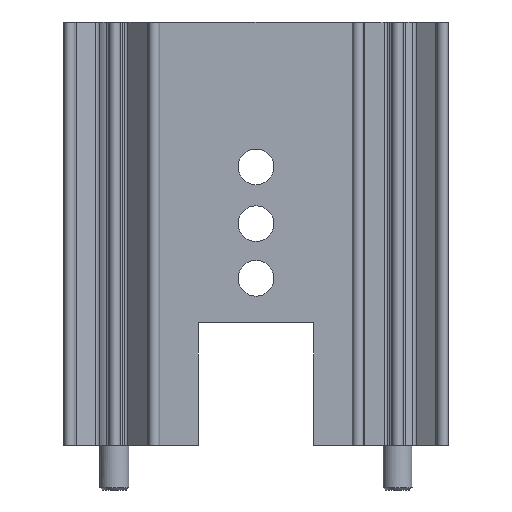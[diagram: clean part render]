
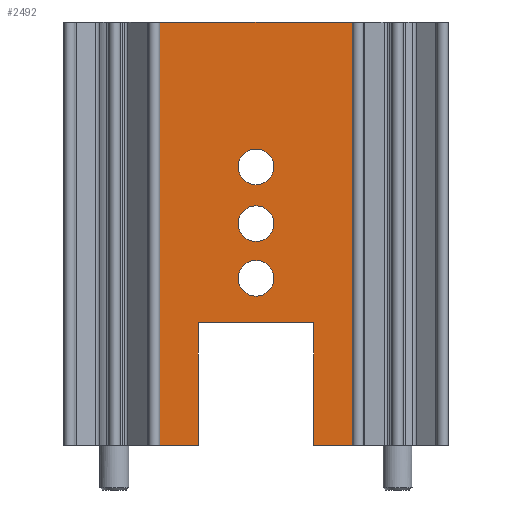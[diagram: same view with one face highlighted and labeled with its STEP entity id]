
A CAD part, front view. The second image highlights one B-rep face of the part: STEP entity #2492.
In plain terms, the highlighted planar face has unit normal (0, -1, 0).
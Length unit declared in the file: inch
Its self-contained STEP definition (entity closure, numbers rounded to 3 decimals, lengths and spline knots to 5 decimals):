
#14=FACE_BOUND('',#232,.T.);
#15=FACE_BOUND('',#233,.T.);
#16=FACE_BOUND('',#234,.T.);
#20=PLANE('',#2661);
#98=FACE_OUTER_BOUND('',#231,.T.);
#231=EDGE_LOOP('',(#1680,#1681,#1682,#1683,#1684,#1685,#1686,#1687));
#232=EDGE_LOOP('',(#1688));
#233=EDGE_LOOP('',(#1689));
#234=EDGE_LOOP('',(#1690));
#376=LINE('',#3806,#611);
#377=LINE('',#3808,#612);
#378=LINE('',#3810,#613);
#379=LINE('',#3812,#614);
#380=LINE('',#3814,#615);
#381=LINE('',#3816,#616);
#382=LINE('',#3818,#617);
#383=LINE('',#3819,#618);
#611=VECTOR('',#2998,39.37008);
#612=VECTOR('',#2999,39.37008);
#613=VECTOR('',#3000,39.37008);
#614=VECTOR('',#3001,39.37008);
#615=VECTOR('',#3002,39.37008);
#616=VECTOR('',#3003,39.37008);
#617=VECTOR('',#3004,39.37008);
#618=VECTOR('',#3005,39.37008);
#847=CIRCLE('',#2653,0.06299);
#849=CIRCLE('',#2656,0.06299);
#851=CIRCLE('',#2659,0.06299);
#1007=VERTEX_POINT('',#3786);
#1009=VERTEX_POINT('',#3792);
#1011=VERTEX_POINT('',#3798);
#1013=VERTEX_POINT('',#3804);
#1014=VERTEX_POINT('',#3805);
#1015=VERTEX_POINT('',#3807);
#1016=VERTEX_POINT('',#3809);
#1017=VERTEX_POINT('',#3811);
#1018=VERTEX_POINT('',#3813);
#1019=VERTEX_POINT('',#3815);
#1020=VERTEX_POINT('',#3817);
#1271=EDGE_CURVE('',#1007,#1007,#847,.T.);
#1274=EDGE_CURVE('',#1009,#1009,#849,.T.);
#1277=EDGE_CURVE('',#1011,#1011,#851,.T.);
#1280=EDGE_CURVE('',#1013,#1014,#376,.T.);
#1281=EDGE_CURVE('',#1013,#1015,#377,.T.);
#1282=EDGE_CURVE('',#1015,#1016,#378,.T.);
#1283=EDGE_CURVE('',#1016,#1017,#379,.T.);
#1284=EDGE_CURVE('',#1018,#1017,#380,.T.);
#1285=EDGE_CURVE('',#1019,#1018,#381,.T.);
#1286=EDGE_CURVE('',#1019,#1020,#382,.T.);
#1287=EDGE_CURVE('',#1020,#1014,#383,.T.);
#1680=ORIENTED_EDGE('',*,*,#1280,.F.);
#1681=ORIENTED_EDGE('',*,*,#1281,.T.);
#1682=ORIENTED_EDGE('',*,*,#1282,.T.);
#1683=ORIENTED_EDGE('',*,*,#1283,.T.);
#1684=ORIENTED_EDGE('',*,*,#1284,.F.);
#1685=ORIENTED_EDGE('',*,*,#1285,.F.);
#1686=ORIENTED_EDGE('',*,*,#1286,.T.);
#1687=ORIENTED_EDGE('',*,*,#1287,.T.);
#1688=ORIENTED_EDGE('',*,*,#1277,.T.);
#1689=ORIENTED_EDGE('',*,*,#1274,.T.);
#1690=ORIENTED_EDGE('',*,*,#1271,.T.);
#2492=ADVANCED_FACE('',(#98,#14,#15,#16),#20,.T.);
#2653=AXIS2_PLACEMENT_3D('',#3787,#2977,#2978);
#2656=AXIS2_PLACEMENT_3D('',#3793,#2984,#2985);
#2659=AXIS2_PLACEMENT_3D('',#3799,#2991,#2992);
#2661=AXIS2_PLACEMENT_3D('',#3803,#2996,#2997);
#2977=DIRECTION('center_axis',(0.,1.,0.));
#2978=DIRECTION('ref_axis',(0.,0.,-1.));
#2984=DIRECTION('center_axis',(0.,1.,0.));
#2985=DIRECTION('ref_axis',(0.,0.,-1.));
#2991=DIRECTION('center_axis',(0.,1.,0.));
#2992=DIRECTION('ref_axis',(0.,0.,-1.));
#2996=DIRECTION('center_axis',(0.,-1.,0.));
#2997=DIRECTION('ref_axis',(0.,0.,-1.));
#2998=DIRECTION('',(-1.,0.,0.));
#2999=DIRECTION('',(0.,0.,1.));
#3000=DIRECTION('',(1.,0.,0.));
#3001=DIRECTION('',(0.,0.,-1.));
#3002=DIRECTION('',(-1.,0.,0.));
#3003=DIRECTION('',(0.,0.,-1.));
#3004=DIRECTION('',(-1.,0.,0.));
#3005=DIRECTION('',(0.,0.,-1.));
#3786=CARTESIAN_POINT('',(0.,-0.03937,0.72047));
#3787=CARTESIAN_POINT('Origin',(0.,-0.03937,0.78346));
#3792=CARTESIAN_POINT('',(0.,-0.03937,0.52756));
#3793=CARTESIAN_POINT('Origin',(0.,-0.03937,0.59055));
#3798=CARTESIAN_POINT('',(0.,-0.03937,0.92126));
#3799=CARTESIAN_POINT('Origin',(0.,-0.03937,0.98425));
#3803=CARTESIAN_POINT('Origin',(-0.41135,-0.03937,
1.49606));
#3804=CARTESIAN_POINT('',(-0.20472,-0.03937,0.));
#3805=CARTESIAN_POINT('',(-0.41135,-0.03937,0.));
#3806=CARTESIAN_POINT('',(-0.41135,-0.03937,0.));
#3807=CARTESIAN_POINT('',(-0.20472,-0.03937,0.43307));
#3808=CARTESIAN_POINT('',(-0.20472,-0.03937,1.49606));
#3809=CARTESIAN_POINT('',(0.20472,-0.03937,0.43307));
#3810=CARTESIAN_POINT('',(-0.41135,-0.03937,0.43307));
#3811=CARTESIAN_POINT('',(0.20472,-0.03937,0.));
#3812=CARTESIAN_POINT('',(0.20472,-0.03937,1.49606));
#3813=CARTESIAN_POINT('',(0.41135,-0.03937,0.));
#3814=CARTESIAN_POINT('',(-0.41135,-0.03937,0.));
#3815=CARTESIAN_POINT('',(0.41135,-0.03937,1.49606));
#3816=CARTESIAN_POINT('',(0.41135,-0.03937,1.49606));
#3817=CARTESIAN_POINT('',(-0.41135,-0.03937,1.49606));
#3818=CARTESIAN_POINT('',(-0.41135,-0.03937,1.49606));
#3819=CARTESIAN_POINT('',(-0.41135,-0.03937,1.49606));
